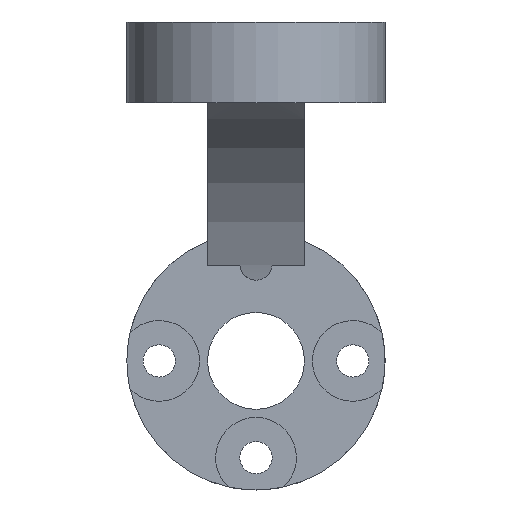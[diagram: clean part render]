
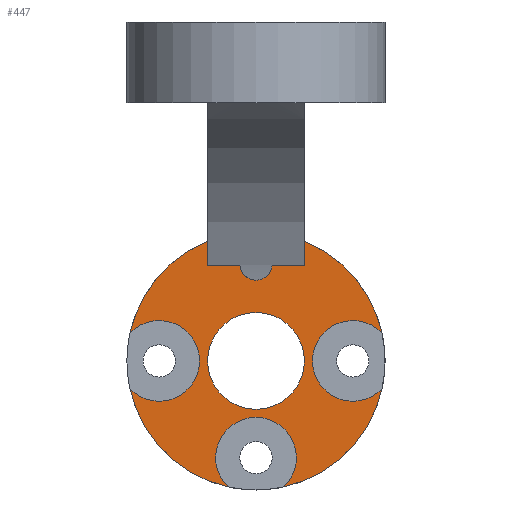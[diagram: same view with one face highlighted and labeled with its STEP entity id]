
A CAD part, front view. The second image highlights one B-rep face of the part: STEP entity #447.
In plain terms, the highlighted planar face has unit normal (0, -1, 0).
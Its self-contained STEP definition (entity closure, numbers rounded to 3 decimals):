
#24=FACE_BOUND('',#80,.T.);
#37=PLANE('',#488);
#50=FACE_OUTER_BOUND('',#79,.T.);
#79=EDGE_LOOP('',(#319,#320,#321,#322,#323,#324,#325,#326,#327,#328,#329,
#330));
#80=EDGE_LOOP('',(#331));
#115=LINE('',#725,#138);
#116=LINE('',#727,#139);
#117=LINE('',#731,#140);
#118=LINE('',#733,#141);
#138=VECTOR('',#584,10.);
#139=VECTOR('',#585,10.);
#140=VECTOR('',#588,10.);
#141=VECTOR('',#589,10.);
#155=CIRCLE('',#470,2.5);
#160=CIRCLE('',#477,2.5);
#164=CIRCLE('',#483,2.5);
#168=CIRCLE('',#489,8.);
#169=CIRCLE('',#490,8.);
#170=CIRCLE('',#491,8.);
#171=CIRCLE('',#492,1.);
#172=CIRCLE('',#493,8.);
#173=CIRCLE('',#494,3.);
#190=VERTEX_POINT('',#679);
#191=VERTEX_POINT('',#680);
#196=VERTEX_POINT('',#694);
#197=VERTEX_POINT('',#695);
#201=VERTEX_POINT('',#707);
#202=VERTEX_POINT('',#708);
#206=VERTEX_POINT('',#722);
#207=VERTEX_POINT('',#724);
#208=VERTEX_POINT('',#726);
#209=VERTEX_POINT('',#728);
#210=VERTEX_POINT('',#730);
#211=VERTEX_POINT('',#732);
#212=VERTEX_POINT('',#735);
#233=EDGE_CURVE('',#190,#191,#155,.T.);
#240=EDGE_CURVE('',#196,#197,#160,.T.);
#246=EDGE_CURVE('',#201,#202,#164,.T.);
#252=EDGE_CURVE('',#196,#191,#168,.T.);
#253=EDGE_CURVE('',#201,#197,#169,.T.);
#254=EDGE_CURVE('',#206,#202,#170,.T.);
#255=EDGE_CURVE('',#206,#207,#115,.T.);
#256=EDGE_CURVE('',#207,#208,#116,.T.);
#257=EDGE_CURVE('',#209,#208,#171,.T.);
#258=EDGE_CURVE('',#209,#210,#117,.T.);
#259=EDGE_CURVE('',#210,#211,#118,.T.);
#260=EDGE_CURVE('',#190,#211,#172,.T.);
#261=EDGE_CURVE('',#212,#212,#173,.T.);
#319=ORIENTED_EDGE('',*,*,#233,.T.);
#320=ORIENTED_EDGE('',*,*,#252,.F.);
#321=ORIENTED_EDGE('',*,*,#240,.T.);
#322=ORIENTED_EDGE('',*,*,#253,.F.);
#323=ORIENTED_EDGE('',*,*,#246,.T.);
#324=ORIENTED_EDGE('',*,*,#254,.F.);
#325=ORIENTED_EDGE('',*,*,#255,.T.);
#326=ORIENTED_EDGE('',*,*,#256,.T.);
#327=ORIENTED_EDGE('',*,*,#257,.F.);
#328=ORIENTED_EDGE('',*,*,#258,.T.);
#329=ORIENTED_EDGE('',*,*,#259,.T.);
#330=ORIENTED_EDGE('',*,*,#260,.F.);
#331=ORIENTED_EDGE('',*,*,#261,.F.);
#447=ADVANCED_FACE('',(#50,#24),#37,.F.);
#470=AXIS2_PLACEMENT_3D('',#681,#534,#535);
#477=AXIS2_PLACEMENT_3D('',#696,#550,#551);
#483=AXIS2_PLACEMENT_3D('',#709,#564,#565);
#488=AXIS2_PLACEMENT_3D('',#719,#576,#577);
#489=AXIS2_PLACEMENT_3D('',#720,#578,#579);
#490=AXIS2_PLACEMENT_3D('',#721,#580,#581);
#491=AXIS2_PLACEMENT_3D('',#723,#582,#583);
#492=AXIS2_PLACEMENT_3D('',#729,#586,#587);
#493=AXIS2_PLACEMENT_3D('',#734,#590,#591);
#494=AXIS2_PLACEMENT_3D('',#736,#592,#593);
#534=DIRECTION('center_axis',(0.,1.,0.));
#535=DIRECTION('ref_axis',(1.,0.,0.));
#550=DIRECTION('center_axis',(0.,1.,0.));
#551=DIRECTION('ref_axis',(1.,0.,0.));
#564=DIRECTION('center_axis',(0.,1.,0.));
#565=DIRECTION('ref_axis',(1.,0.,0.));
#576=DIRECTION('center_axis',(0.,1.,0.));
#577=DIRECTION('ref_axis',(1.,0.,0.));
#578=DIRECTION('center_axis',(0.,1.,0.));
#579=DIRECTION('ref_axis',(1.,0.,0.));
#580=DIRECTION('center_axis',(0.,1.,0.));
#581=DIRECTION('ref_axis',(1.,0.,0.));
#582=DIRECTION('center_axis',(0.,1.,0.));
#583=DIRECTION('ref_axis',(1.,0.,0.));
#584=DIRECTION('',(0.,0.,-1.));
#585=DIRECTION('',(-1.,0.,0.));
#586=DIRECTION('center_axis',(0.,-1.,0.));
#587=DIRECTION('ref_axis',(1.,0.,0.));
#588=DIRECTION('',(-1.,0.,0.));
#589=DIRECTION('',(0.,0.,1.));
#590=DIRECTION('center_axis',(0.,1.,0.));
#591=DIRECTION('ref_axis',(1.,0.,0.));
#592=DIRECTION('center_axis',(0.,-1.,0.));
#593=DIRECTION('ref_axis',(1.,0.,0.));
#679=CARTESIAN_POINT('',(-7.812,1.,1.722));
#680=CARTESIAN_POINT('',(-7.812,1.,-1.722));
#681=CARTESIAN_POINT('Origin',(-6.,1.,0.));
#694=CARTESIAN_POINT('',(-1.722,1.,-7.812));
#695=CARTESIAN_POINT('',(1.722,1.,-7.812));
#696=CARTESIAN_POINT('Origin',(0.,1.,-6.));
#707=CARTESIAN_POINT('',(7.812,1.,-1.722));
#708=CARTESIAN_POINT('',(7.812,1.,1.722));
#709=CARTESIAN_POINT('Origin',(6.,1.,0.));
#719=CARTESIAN_POINT('Origin',(0.,1.,0.));
#720=CARTESIAN_POINT('Origin',(0.,1.,0.));
#721=CARTESIAN_POINT('Origin',(0.,1.,0.));
#722=CARTESIAN_POINT('',(3.,1.,7.416));
#723=CARTESIAN_POINT('Origin',(0.,1.,0.));
#724=CARTESIAN_POINT('',(3.,1.,5.916));
#725=CARTESIAN_POINT('',(3.,1.,5.25));
#726=CARTESIAN_POINT('',(0.996,1.,5.916));
#727=CARTESIAN_POINT('',(0.,1.,5.916));
#728=CARTESIAN_POINT('',(-0.996,1.,5.916));
#729=CARTESIAN_POINT('Origin',(0.,1.,6.));
#730=CARTESIAN_POINT('',(-3.,1.,5.916));
#731=CARTESIAN_POINT('',(0.,1.,5.916));
#732=CARTESIAN_POINT('',(-3.,1.,7.416));
#733=CARTESIAN_POINT('',(-3.,1.,5.25));
#734=CARTESIAN_POINT('Origin',(0.,1.,0.));
#735=CARTESIAN_POINT('',(-3.,1.,0.));
#736=CARTESIAN_POINT('Origin',(0.,1.,0.));
